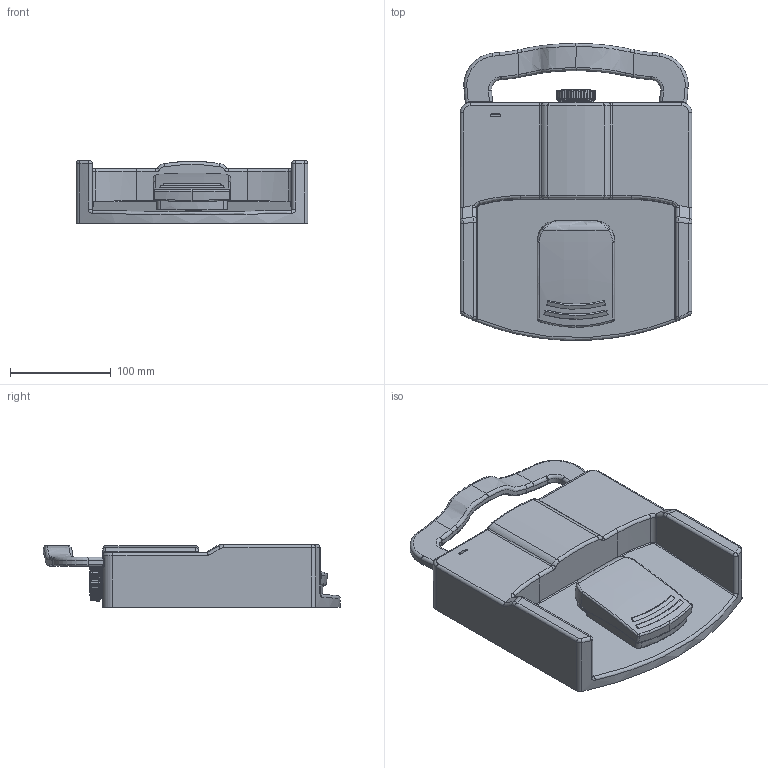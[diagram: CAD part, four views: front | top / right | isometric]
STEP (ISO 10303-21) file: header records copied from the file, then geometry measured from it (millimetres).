
FILE_DESCRIPTION((''),'2;1');
FILE_NAME('0008_ASM','2024-07-30T13:44:33',('lk'),(''),'CREO PARAMETRIC BY PTC INC, 2021072','CREO PARAMETRIC BY PTC INC, 2021072','');
FILE_SCHEMA(('AP242_MANAGED_MODEL_BASED_3D_ENGINEERING_MIM_LF { 1 0 10303 442 1 1 4 }'));
Products named in the file (18): 3008002007HRF-HD6P0001; 020_90_1; 00_8_1; 0005_ASM_19_1_ASM; M700_3; 3001023021HRF-M300_101; 0004_ASM_157_1_ASM; HM3_ASM; 3001010060HRF-HD6P000; 001_ASM; 24X20001; 29X20001; 5-300001; 0009_ASM; 3011002013_M3_00; 3005999027HRF-HD6P00; GB819_1-M4X12-4_8; 0008_ASM
Assembly tree (30 placements, depth 5):
  0008_ASM
    3008002007HRF-HD6P0001
    HM3_ASM
      0004_ASM_157_1_ASM
        0005_ASM_19_1_ASM
          020_90_1
          00_8_1  x5
        00_8_1
        M700_3
        3001023021HRF-M300_101
    0009_ASM
      001_ASM
        3001010060HRF-HD6P000
      24X20001
      29X20001
      5-300001
    3011002013_M3_00
    3005999027HRF-HD6P00
    GB819_1-M4X12-4_8  x9
Bounding box: 230 x 294.88 x 62.5 mm (x, y, z)
Volume: 627487 mm3; surface area: 449420.2 mm2
Topology: 25 solids, 28 shells, 3242 faces, 8449 edges, 5322 vertices
Faces by surface type: plane 1590, cylinder 847, bspline 249, cone 247, torus 241, sphere 50, extrusion 18
Entity records: 124796 total; most frequent: CARTESIAN_POINT 34594, ORIENTED_EDGE 14202, DIRECTION 12782, EDGE_CURVE 7101, PRESENTATION_STYLE_ASSIGNMENT 6536, STYLED_ITEM 6536, CURVE_STYLE 5425, AXIS2_PLACEMENT_3D 4692
